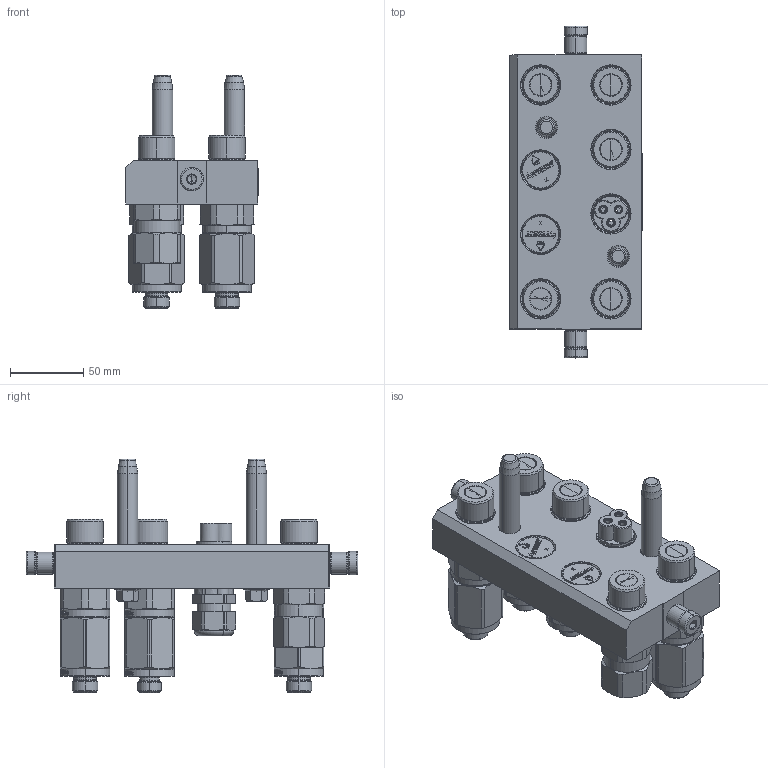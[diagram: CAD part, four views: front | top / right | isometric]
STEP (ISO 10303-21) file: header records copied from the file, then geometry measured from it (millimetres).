
FILE_DESCRIPTION (( 'STEP AP214' ), '1' );
FILE_NAME ('FASTER.step', '2024-04-16T10:48:59', ( '' ), ( '' ), 'SwSTEP 2.0', 'SolidWorks 2017', '' );
FILE_SCHEMA (( 'AUTOMOTIVE_DESIGN' ));
Length unit declared in the file: millimetre
Products named in the file (17): corpospel08-3m; et002; conn_3p_m; 4830_028_1000_011; 4830_044_0000_000; 3ffnp12-2_16m; 3ffnp1211_38sm; 4830_013_3000_030; 1540_080_0008_000; 4850_010_0000_020; 4830_021_1000_000; FASTER; 2ffnp12-18g_m; TAPPO_12; P808_M_BASE
Assembly tree (25 placements, depth 3):
  FASTER
    P808_M_BASE
      4850_010_0000_020
      4830_021_1000_000  x2
      1540_080_0008_000  x2
      4830_013_3000_030  x2
      4830_028_1000_011  x2
    3ffnp1211_38sm  x3
      3ffnp1211_38sm
    TAPPO_12  x2
    2ffnp12-18g_m
    3ffnp12-2_16m
      3ffnp12-2_16m
    conn_3p_m
      4830_044_0000_000  x3
      corpospel08-3m
    et002
Bounding box: 90.3 x 226.6 x 159.61 mm (x, y, z)
Volume: 62034.5 mm3; surface area: 200536.2 mm2
Topology: 8 solids, 76 shells, 3710 faces, 10459 edges, 6809 vertices
Faces by surface type: plane 2094, cylinder 736, cone 498, torus 257, bspline 119, sphere 6
Entity records: 105224 total; most frequent: CARTESIAN_POINT 25564, ORIENTED_EDGE 13548, DIRECTION 12868, EDGE_CURVE 7123, VERTEX_POINT 4635, LINE 4632, VECTOR 4632, AXIS2_PLACEMENT_3D 4118
